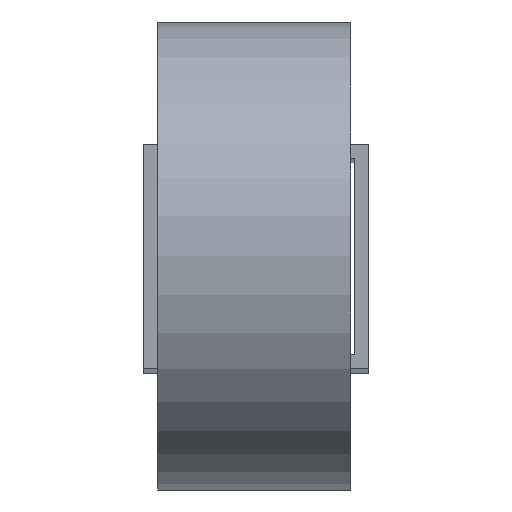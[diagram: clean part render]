
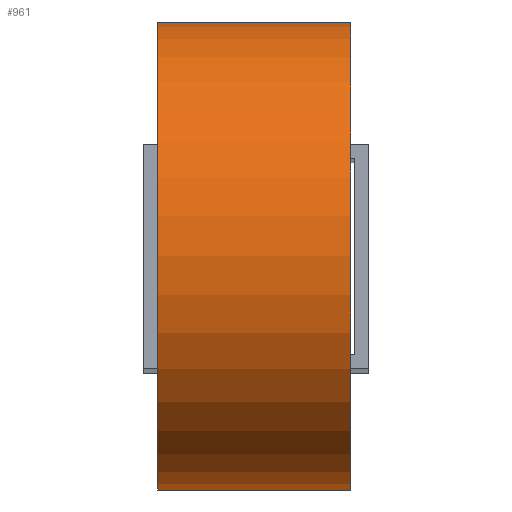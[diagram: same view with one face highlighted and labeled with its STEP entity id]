
A CAD part, top view. The second image highlights one B-rep face of the part: STEP entity #961.
In plain terms, the highlighted cylindrical face has radius 26.488 mm (diameter 52.975 mm), a partial arc.
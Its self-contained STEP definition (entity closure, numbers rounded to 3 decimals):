
#122=FACE_OUTER_BOUND('',#194,.T.);
#194=EDGE_LOOP('',(#860,#861,#862,#863));
#282=LINE('',#1613,#369);
#283=LINE('',#1617,#370);
#369=VECTOR('',#1340,10.);
#370=VECTOR('',#1345,10.);
#401=CIRCLE('',#1032,26.488);
#411=CIRCLE('',#1070,26.488);
#471=VERTEX_POINT('',#1515);
#472=VERTEX_POINT('',#1517);
#496=VERTEX_POINT('',#1611);
#497=VERTEX_POINT('',#1615);
#577=EDGE_CURVE('',#472,#471,#401,.T.);
#625=EDGE_CURVE('',#471,#496,#282,.T.);
#626=EDGE_CURVE('',#497,#496,#411,.T.);
#627=EDGE_CURVE('',#472,#497,#283,.T.);
#860=ORIENTED_EDGE('',*,*,#577,.T.);
#861=ORIENTED_EDGE('',*,*,#625,.T.);
#862=ORIENTED_EDGE('',*,*,#626,.F.);
#863=ORIENTED_EDGE('',*,*,#627,.F.);
#914=CYLINDRICAL_SURFACE('',#1069,26.488);
#961=ADVANCED_FACE('',(#122),#914,.T.);
#1032=AXIS2_PLACEMENT_3D('',#1518,#1232,#1233);
#1069=AXIS2_PLACEMENT_3D('',#1614,#1341,#1342);
#1070=AXIS2_PLACEMENT_3D('',#1616,#1343,#1344);
#1232=DIRECTION('center_axis',(1.,0.,0.));
#1233=DIRECTION('ref_axis',(0.,1.,0.));
#1340=DIRECTION('',(1.,0.,0.));
#1341=DIRECTION('center_axis',(1.,0.,0.));
#1342=DIRECTION('ref_axis',(0.,0.,
1.));
#1343=DIRECTION('center_axis',(1.,0.,0.));
#1344=DIRECTION('ref_axis',(0.,1.,0.));
#1345=DIRECTION('',(1.,0.,0.));
#1515=CARTESIAN_POINT('',(-48.251,-61.925,156.473));
#1517=CARTESIAN_POINT('',(-48.251,-11.044,156.473));
#1518=CARTESIAN_POINT('Origin',(-48.251,-36.484,163.847));
#1611=CARTESIAN_POINT('',(-26.426,-61.925,156.473));
#1613=CARTESIAN_POINT('',(-48.251,-61.925,156.473));
#1614=CARTESIAN_POINT('Origin',(-48.251,-36.484,163.847));
#1615=CARTESIAN_POINT('',(-26.426,-11.044,156.473));
#1616=CARTESIAN_POINT('Origin',(-26.426,-36.484,163.847));
#1617=CARTESIAN_POINT('',(-48.251,-11.044,156.473));
